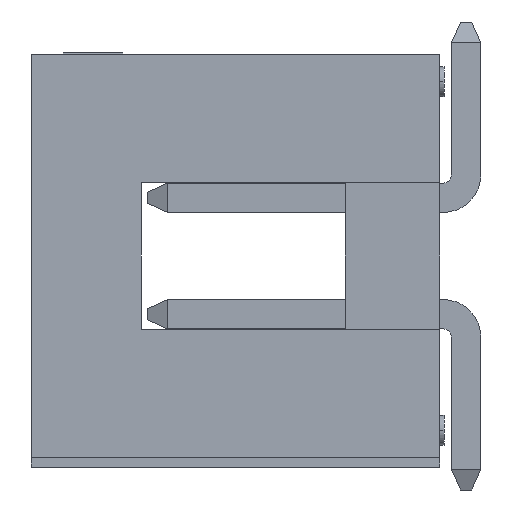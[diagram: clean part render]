
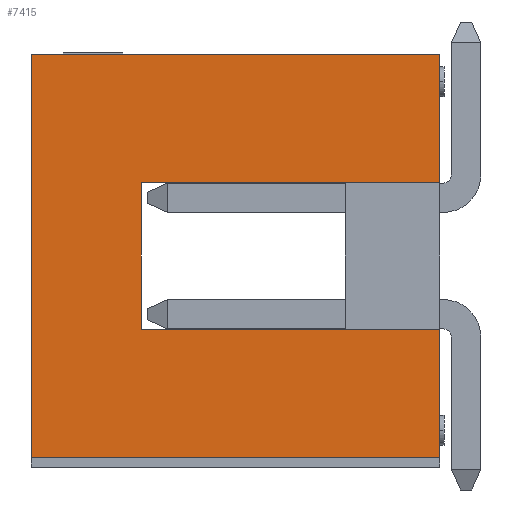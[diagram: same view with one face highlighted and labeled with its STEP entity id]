
A CAD part, left-side view. The second image highlights one B-rep face of the part: STEP entity #7415.
In plain terms, the highlighted planar face has unit normal (-1, 0, 0).
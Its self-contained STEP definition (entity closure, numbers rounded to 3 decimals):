
#187=FACE_OUTER_BOUND('',#474,.T.);
#474=EDGE_LOOP('',(#5753,#5754,#5755,#5756,#5757,#5758,#5759,#5760));
#837=LINE('',#10842,#2005);
#838=LINE('',#10844,#2006);
#839=LINE('',#10846,#2007);
#840=LINE('',#10848,#2008);
#841=LINE('',#10850,#2009);
#842=LINE('',#10852,#2010);
#843=LINE('',#10854,#2011);
#844=LINE('',#10855,#2012);
#2005=VECTOR('',#8791,3.2);
#2006=VECTOR('',#8792,6.5);
#2007=VECTOR('',#8793,2.8);
#2008=VECTOR('',#8794,8.9);
#2009=VECTOR('',#8795,8.8);
#2010=VECTOR('',#8796,8.9);
#2011=VECTOR('',#8797,2.8);
#2012=VECTOR('',#8798,6.5);
#3177=VERTEX_POINT('',#10840);
#3178=VERTEX_POINT('',#10841);
#3179=VERTEX_POINT('',#10843);
#3180=VERTEX_POINT('',#10845);
#3181=VERTEX_POINT('',#10847);
#3182=VERTEX_POINT('',#10849);
#3183=VERTEX_POINT('',#10851);
#3184=VERTEX_POINT('',#10853);
#4465=EDGE_CURVE('',#3177,#3178,#837,.T.);
#4466=EDGE_CURVE('',#3178,#3179,#838,.T.);
#4467=EDGE_CURVE('',#3179,#3180,#839,.T.);
#4468=EDGE_CURVE('',#3180,#3181,#840,.T.);
#4469=EDGE_CURVE('',#3181,#3182,#841,.T.);
#4470=EDGE_CURVE('',#3182,#3183,#842,.T.);
#4471=EDGE_CURVE('',#3183,#3184,#843,.T.);
#4472=EDGE_CURVE('',#3184,#3177,#844,.T.);
#5753=ORIENTED_EDGE('',*,*,#4465,.T.);
#5754=ORIENTED_EDGE('',*,*,#4466,.T.);
#5755=ORIENTED_EDGE('',*,*,#4467,.T.);
#5756=ORIENTED_EDGE('',*,*,#4468,.T.);
#5757=ORIENTED_EDGE('',*,*,#4469,.T.);
#5758=ORIENTED_EDGE('',*,*,#4470,.T.);
#5759=ORIENTED_EDGE('',*,*,#4471,.T.);
#5760=ORIENTED_EDGE('',*,*,#4472,.T.);
#6954=PLANE('',#8275);
#7415=ADVANCED_FACE('',(#187),#6954,.T.);
#8275=AXIS2_PLACEMENT_3D('',#10839,#8789,#8790);
#8789=DIRECTION('center_axis',(-1.,0.,0.));
#8790=DIRECTION('ref_axis',(0.,0.,1.));
#8791=DIRECTION('',(0.,0.,1.));
#8792=DIRECTION('',(0.,-1.,0.));
#8793=DIRECTION('',(0.,0.,1.));
#8794=DIRECTION('',(0.,1.,0.));
#8795=DIRECTION('',(0.,0.,-1.));
#8796=DIRECTION('',(0.,-1.,0.));
#8797=DIRECTION('',(0.,0.,1.));
#8798=DIRECTION('',(0.,1.,0.));
#10839=CARTESIAN_POINT('Origin',(-10.16,-0.178,0.));
#10840=CARTESIAN_POINT('',(-10.16,6.5,-1.6));
#10841=CARTESIAN_POINT('',(-10.16,6.5,1.6));
#10842=CARTESIAN_POINT('',(-10.16,6.5,-1.6));
#10843=CARTESIAN_POINT('',(-10.16,0.,1.6));
#10844=CARTESIAN_POINT('',(-10.16,6.5,1.6));
#10845=CARTESIAN_POINT('',(-10.16,0.,4.4));
#10846=CARTESIAN_POINT('',(-10.16,0.,1.6));
#10847=CARTESIAN_POINT('',(-10.16,8.9,4.4));
#10848=CARTESIAN_POINT('',(-10.16,0.,4.4));
#10849=CARTESIAN_POINT('',(-10.16,8.9,-4.4));
#10850=CARTESIAN_POINT('',(-10.16,8.9,4.4));
#10851=CARTESIAN_POINT('',(-10.16,0.,-4.4));
#10852=CARTESIAN_POINT('',(-10.16,8.9,-4.4));
#10853=CARTESIAN_POINT('',(-10.16,0.,-1.6));
#10854=CARTESIAN_POINT('',(-10.16,0.,-4.4));
#10855=CARTESIAN_POINT('',(-10.16,0.,-1.6));
